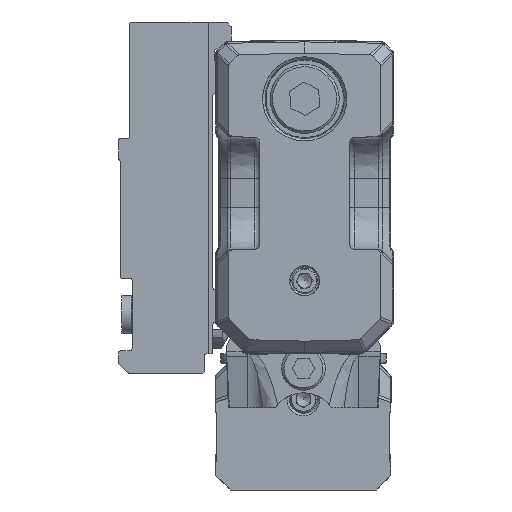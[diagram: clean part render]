
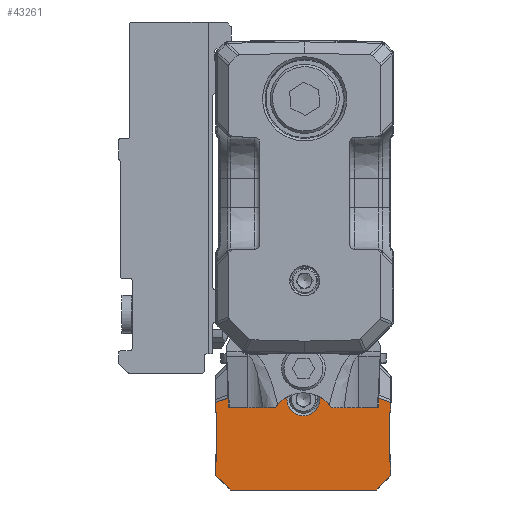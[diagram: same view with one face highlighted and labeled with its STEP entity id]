
A CAD part, front view. The second image highlights one B-rep face of the part: STEP entity #43261.
In plain terms, the highlighted planar face has unit normal (0, -1, 0).
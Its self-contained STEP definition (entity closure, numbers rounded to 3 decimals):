
#13590=PLANE('',#126052);
#14868=FACE_BOUND('',#56077,.T.);
#14869=FACE_BOUND('',#56078,.T.);
#26262=LINE('',#195540,#35166);
#26263=LINE('',#195542,#35167);
#26276=LINE('',#195578,#35180);
#26297=LINE('',#195640,#35201);
#26303=LINE('',#195662,#35207);
#26314=LINE('',#195690,#35218);
#26526=LINE('',#196759,#35430);
#26545=LINE('',#196920,#35449);
#26555=LINE('',#196944,#35459);
#27183=LINE('',#208566,#36160);
#27196=LINE('',#208595,#36173);
#27344=LINE('',#210276,#36321);
#27360=LINE('',#210360,#36337);
#27394=LINE('',#210517,#36371);
#27397=LINE('',#210523,#36374);
#27495=LINE('',#211190,#36472);
#27507=LINE('',#211220,#36484);
#27508=LINE('',#211223,#36485);
#35166=VECTOR('',#144444,1.);
#35167=VECTOR('',#144447,1.);
#35180=VECTOR('',#144474,1.);
#35201=VECTOR('',#144529,1.);
#35207=VECTOR('',#144549,1.);
#35218=VECTOR('',#144572,1.);
#35430=VECTOR('',#145514,1.);
#35449=VECTOR('',#145575,1.);
#35459=VECTOR('',#145595,1.);
#36160=VECTOR('',#148330,1.);
#36173=VECTOR('',#148357,1.);
#36321=VECTOR('',#148873,1.);
#36337=VECTOR('',#148955,1.);
#36371=VECTOR('',#149045,1.);
#36374=VECTOR('',#149052,1.);
#36472=VECTOR('',#149476,1.);
#36484=VECTOR('',#149524,1.);
#36485=VECTOR('',#149529,1.);
#43261=ADVANCED_FACE('',(#14868,#14869),#13590,.F.);
#56077=EDGE_LOOP('',(#82212,#82213,#82214,#82215,#82216,#82217,#82218,#82219,
#82220,#82221,#82222,#82223,#82224,#82225,#82226,#82227,#82228,#82229,#82230,
#82231,#82232,#82233));
#56078=EDGE_LOOP('',(#82234));
#82212=ORIENTED_EDGE('',*,*,#110374,.T.);
#82213=ORIENTED_EDGE('',*,*,#107469,.T.);
#82214=ORIENTED_EDGE('',*,*,#107470,.F.);
#82215=ORIENTED_EDGE('',*,*,#107488,.T.);
#82216=ORIENTED_EDGE('',*,*,#110373,.T.);
#82217=ORIENTED_EDGE('',*,*,#110122,.T.);
#82218=ORIENTED_EDGE('',*,*,#108056,.F.);
#82219=ORIENTED_EDGE('',*,*,#110189,.T.);
#82220=ORIENTED_EDGE('',*,*,#110361,.T.);
#82221=ORIENTED_EDGE('',*,*,#107543,.T.);
#82222=ORIENTED_EDGE('',*,*,#107529,.T.);
#82223=ORIENTED_EDGE('',*,*,#107518,.T.);
#82224=ORIENTED_EDGE('',*,*,#108043,.T.);
#82225=ORIENTED_EDGE('',*,*,#110192,.F.);
#82226=ORIENTED_EDGE('',*,*,#109840,.F.);
#82227=ORIENTED_EDGE('',*,*,#109842,.F.);
#82228=ORIENTED_EDGE('',*,*,#110251,.F.);
#82229=ORIENTED_EDGE('',*,*,#107994,.T.);
#82230=ORIENTED_EDGE('',*,*,#110253,.T.);
#82231=ORIENTED_EDGE('',*,*,#110147,.T.);
#82232=ORIENTED_EDGE('',*,*,#110146,.T.);
#82233=ORIENTED_EDGE('',*,*,#109827,.T.);
#82234=ORIENTED_EDGE('',*,*,#107770,.T.);
#94585=VERTEX_POINT('',#195537);
#94586=VERTEX_POINT('',#195539);
#94587=VERTEX_POINT('',#195543);
#94602=VERTEX_POINT('',#195577);
#94623=VERTEX_POINT('',#195634);
#94626=VERTEX_POINT('',#195639);
#94636=VERTEX_POINT('',#195663);
#94645=VERTEX_POINT('',#195687);
#94831=VERTEX_POINT('',#196251);
#95009=VERTEX_POINT('',#196758);
#95010=VERTEX_POINT('',#196760);
#95056=VERTEX_POINT('',#196919);
#95065=VERTEX_POINT('',#196943);
#95066=VERTEX_POINT('',#196945);
#96191=VERTEX_POINT('',#208565);
#96192=VERTEX_POINT('',#208567);
#96198=VERTEX_POINT('',#208588);
#96199=VERTEX_POINT('',#208590);
#96200=VERTEX_POINT('',#208594);
#96318=VERTEX_POINT('',#210274);
#96329=VERTEX_POINT('',#210357);
#96330=VERTEX_POINT('',#210361);
#96344=VERTEX_POINT('',#210516);
#107469=EDGE_CURVE('',#94585,#94586,#26262,.T.);
#107470=EDGE_CURVE('',#94587,#94586,#26263,.T.);
#107488=EDGE_CURVE('',#94587,#94602,#26276,.T.);
#107518=EDGE_CURVE('',#94623,#94626,#26297,.T.);
#107529=EDGE_CURVE('',#94636,#94623,#26303,.T.);
#107543=EDGE_CURVE('',#94645,#94636,#26314,.T.);
#107770=EDGE_CURVE('',#94831,#94831,#115482,.T.);
#107994=EDGE_CURVE('',#95010,#95009,#26526,.T.);
#108043=EDGE_CURVE('',#94626,#95056,#26545,.T.);
#108056=EDGE_CURVE('',#95065,#95066,#26555,.T.);
#109827=EDGE_CURVE('',#96192,#96191,#27183,.T.);
#109840=EDGE_CURVE('',#96199,#96198,#116042,.T.);
#109842=EDGE_CURVE('',#96200,#96199,#27196,.T.);
#110122=EDGE_CURVE('',#96318,#95066,#27344,.T.);
#110146=EDGE_CURVE('',#96329,#96192,#116076,.T.);
#110147=EDGE_CURVE('',#96330,#96329,#27360,.T.);
#110189=EDGE_CURVE('',#95065,#96344,#27394,.T.);
#110192=EDGE_CURVE('',#96198,#95056,#27397,.T.);
#110251=EDGE_CURVE('',#95010,#96200,#116092,.T.);
#110253=EDGE_CURVE('',#95009,#96330,#116093,.T.);
#110361=EDGE_CURVE('',#96344,#94645,#27495,.T.);
#110373=EDGE_CURVE('',#94602,#96318,#27507,.T.);
#110374=EDGE_CURVE('',#96191,#94585,#27508,.T.);
#115482=CIRCLE('',#124394,1.7);
#116042=CIRCLE('',#125619,0.8);
#116076=CIRCLE('',#125836,0.8);
#116092=CIRCLE('',#125928,0.8);
#116093=CIRCLE('',#125932,0.8);
#124394=AXIS2_PLACEMENT_3D('',#196250,#145049,#145050);
#125619=AXIS2_PLACEMENT_3D('',#208591,#148352,#148353);
#125836=AXIS2_PLACEMENT_3D('',#210358,#148951,#148952);
#125928=AXIS2_PLACEMENT_3D('',#210840,#149196,#149197);
#125932=AXIS2_PLACEMENT_3D('',#210845,#149205,#149206);
#126052=AXIS2_PLACEMENT_3D('',#211225,#149532,#149533);
#144444=DIRECTION('',(1.,0.,0.));
#144447=DIRECTION('',(0.,0.,1.));
#144474=DIRECTION('',(-1.,0.,0.));
#144529=DIRECTION('',(1.,0.,0.));
#144549=DIRECTION('',(0.,0.,1.));
#144572=DIRECTION('',(-1.,0.,0.));
#145049=DIRECTION('',(0.,1.,0.));
#145050=DIRECTION('',(-1.,0.,0.));
#145514=DIRECTION('',(-1.,0.,0.));
#145575=DIRECTION('',(0.,0.,1.));
#145595=DIRECTION('',(-1.,0.,0.));
#148330=DIRECTION('',(-0.94,0.,-0.342));
#148352=DIRECTION('',(0.,-1.,0.));
#148353=DIRECTION('',(-1.,0.,0.));
#148357=DIRECTION('',(-0.5,0.,-0.866));
#148873=DIRECTION('',(0.707,0.,-0.707));
#148951=DIRECTION('',(0.,1.,0.));
#148952=DIRECTION('',(-1.,0.,0.));
#148955=DIRECTION('',(0.5,0.,-0.866));
#149045=DIRECTION('',(0.707,0.,0.707));
#149052=DIRECTION('',(0.94,0.,-0.342));
#149196=DIRECTION('',(0.,1.,0.));
#149197=DIRECTION('',(-1.,0.,0.));
#149205=DIRECTION('',(0.,-1.,0.));
#149206=DIRECTION('',(-1.,0.,0.));
#149476=DIRECTION('',(0.,0.,1.));
#149524=DIRECTION('',(0.,0.,-1.));
#149529=DIRECTION('',(0.,0.,-1.));
#149532=DIRECTION('',(0.,1.,0.));
#149533=DIRECTION('',(0.,0.,1.));
#195537=CARTESIAN_POINT('',(-9.,77.5,-38.2));
#195539=CARTESIAN_POINT('',(-8.885,77.5,-38.2));
#195540=CARTESIAN_POINT('',(0.,77.5,-38.2));
#195542=CARTESIAN_POINT('',(-8.885,77.5,-46.2));
#195543=CARTESIAN_POINT('',(-8.885,77.5,-43.285));
#195577=CARTESIAN_POINT('',(-9.,77.5,-43.285));
#195578=CARTESIAN_POINT('',(0.,77.5,-43.285));
#195634=CARTESIAN_POINT('',(8.885,77.5,-38.2));
#195639=CARTESIAN_POINT('',(9.,77.5,-38.2));
#195640=CARTESIAN_POINT('',(0.,77.5,-38.2));
#195662=CARTESIAN_POINT('',(8.885,77.5,-46.2));
#195663=CARTESIAN_POINT('',(8.885,77.5,-43.285));
#195687=CARTESIAN_POINT('',(9.,77.5,-43.285));
#195690=CARTESIAN_POINT('',(0.,77.5,-43.285));
#196250=CARTESIAN_POINT('',(0.,77.5,-36.874));
#196251=CARTESIAN_POINT('',(-1.7,77.5,-36.874));
#196758=CARTESIAN_POINT('',(-5.922,77.5,-33.2));
#196759=CARTESIAN_POINT('',(0.,77.5,-33.2));
#196760=CARTESIAN_POINT('',(5.922,77.5,-33.2));
#196919=CARTESIAN_POINT('',(9.,77.5,-37.2));
#196920=CARTESIAN_POINT('',(9.,77.5,-46.2));
#196943=CARTESIAN_POINT('',(7.5,77.5,-46.2));
#196944=CARTESIAN_POINT('',(0.,77.5,-46.2));
#196945=CARTESIAN_POINT('',(-7.5,77.5,-46.2));
#208565=CARTESIAN_POINT('',(-9.,77.5,-37.2));
#208566=CARTESIAN_POINT('',(-3.945,77.5,-35.36));
#208567=CARTESIAN_POINT('',(-5.922,77.5,-36.08));
#208588=CARTESIAN_POINT('',(5.922,77.5,-36.08));
#208590=CARTESIAN_POINT('',(5.502,77.5,-34.928));
#208591=CARTESIAN_POINT('',(6.195,77.5,-35.328));
#208594=CARTESIAN_POINT('',(5.985,77.5,-34.092));
#208595=CARTESIAN_POINT('',(-0.754,77.5,-45.765));
#210274=CARTESIAN_POINT('',(-9.,77.5,-44.7));
#210276=CARTESIAN_POINT('',(-3.75,77.5,-49.95));
#210357=CARTESIAN_POINT('',(-5.502,77.5,-34.928));
#210358=CARTESIAN_POINT('',(-6.195,77.5,-35.328));
#210360=CARTESIAN_POINT('',(0.754,77.5,-45.765));
#210361=CARTESIAN_POINT('',(-5.985,77.5,-34.092));
#210516=CARTESIAN_POINT('',(9.,77.5,-44.7));
#210517=CARTESIAN_POINT('',(3.75,77.5,-49.95));
#210523=CARTESIAN_POINT('',(3.945,77.5,-35.36));
#210840=CARTESIAN_POINT('',(5.292,77.5,-33.692));
#210845=CARTESIAN_POINT('',(-5.292,77.5,-33.692));
#211190=CARTESIAN_POINT('',(9.,77.5,-46.2));
#211220=CARTESIAN_POINT('',(-9.,77.5,-46.2));
#211223=CARTESIAN_POINT('',(-9.,77.5,-46.2));
#211225=CARTESIAN_POINT('',(0.,77.5,-46.2));
